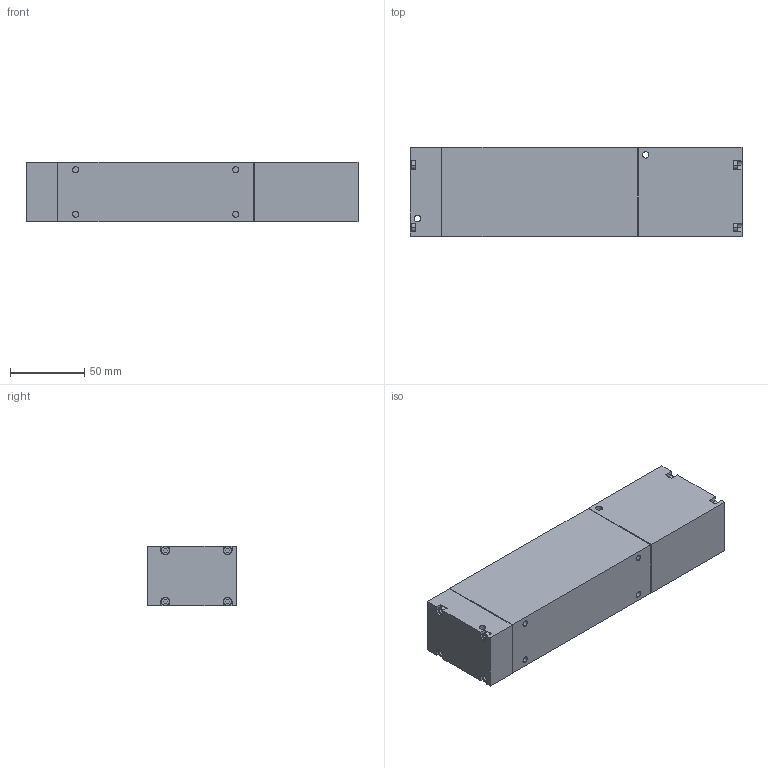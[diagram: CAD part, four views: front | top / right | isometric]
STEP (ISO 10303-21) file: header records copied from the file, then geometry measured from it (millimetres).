
FILE_DESCRIPTION (( 'STEP AP214' ), '1' );
FILE_NAME ('ZL-X233.STEP', '2014-08-10T23:45:56', ( 'SONIC' ), ( '' ), 'SwSTEP 2.0', 'SolidWorks 2013', '' );
FILE_SCHEMA (( 'AUTOMOTIVE_DESIGN' ));
Length unit declared in the file: millimetre
Products named in the file (1): ZL-X233
Bounding box: 224 x 60 x 40 mm (x, y, z)
Volume: 523990.9 mm3; surface area: 57180 mm2
Topology: 1 solids, 1 shells, 258 faces, 612 edges, 383 vertices
Faces by surface type: plane 134, cylinder 68, cone 56
Entity records: 7380 total; most frequent: DIRECTION 1316, CARTESIAN_POINT 1248, ORIENTED_EDGE 1212, EDGE_CURVE 606, AXIS2_PLACEMENT_3D 451, LINE 414, VECTOR 414, VERTEX_POINT 383
